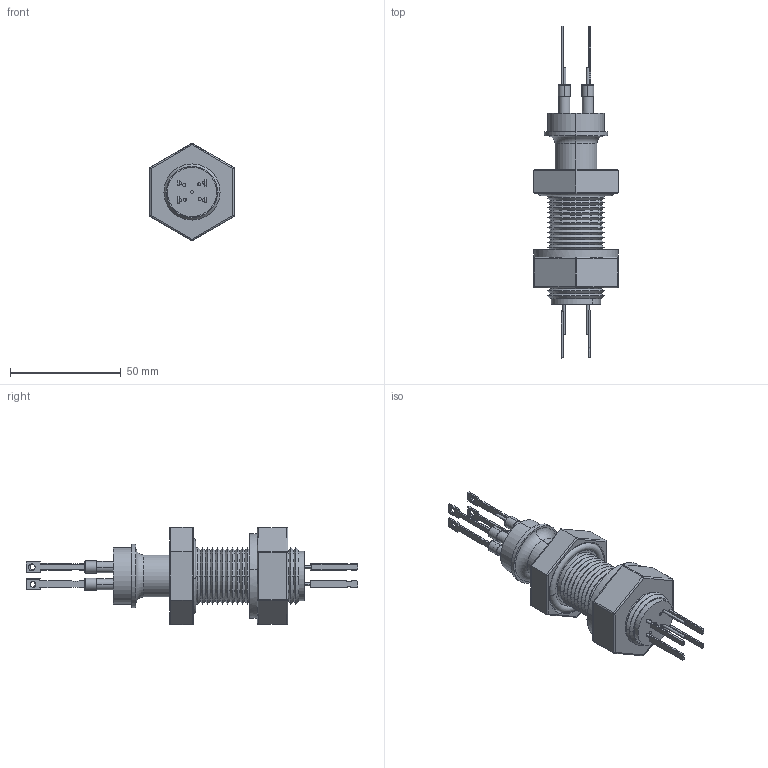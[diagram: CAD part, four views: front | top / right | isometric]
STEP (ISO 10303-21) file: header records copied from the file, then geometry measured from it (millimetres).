
FILE_DESCRIPTION (( 'STEP AP203' ), '1' );
FILE_NAME ('A0785-1-BP.STEP', '2013-04-01T12:42:06', ( '' ), ( '' ), 'SwSTEP 2.0', 'SolidWorks 2012', '' );
FILE_SCHEMA (( 'CONFIG_CONTROL_DESIGN' ));
Length unit declared in the file: inch
Products named in the file (1): A0785-1-BP
Bounding box: 38.1 x 150.11 x 43.99 mm (x, y, z)
Volume: 40941.6 mm3; surface area: 28197 mm2
Topology: 5 solids, 9 shells, 438 faces, 1026 edges, 634 vertices
Faces by surface type: cylinder 178, plane 148, cone 78, torus 22, sphere 12
Entity records: 12795 total; most frequent: CARTESIAN_POINT 2343, DIRECTION 2342, ORIENTED_EDGE 2036, EDGE_CURVE 1018, AXIS2_PLACEMENT_3D 917, VERTEX_POINT 630, EDGE_LOOP 510, VECTOR 508
